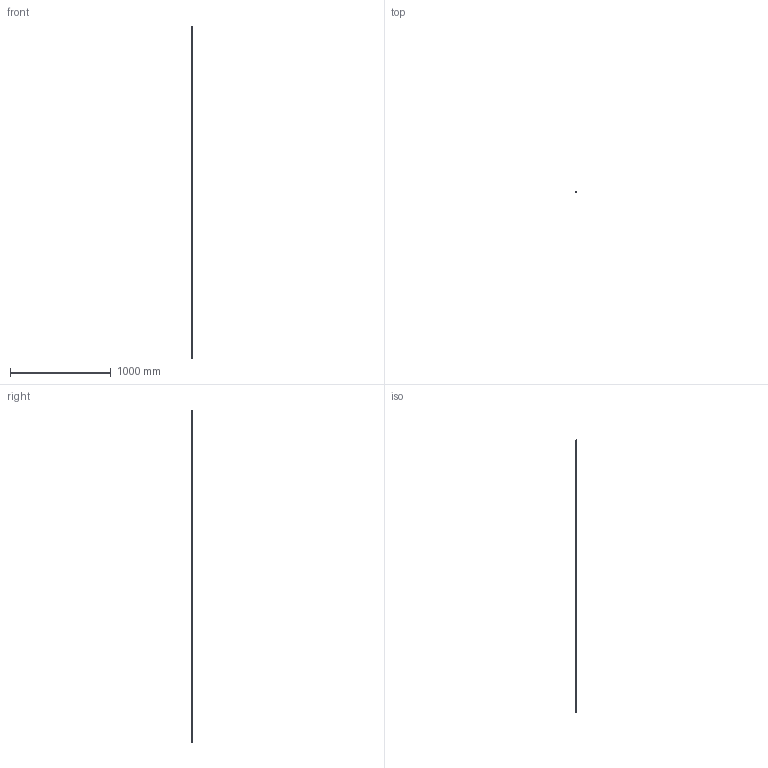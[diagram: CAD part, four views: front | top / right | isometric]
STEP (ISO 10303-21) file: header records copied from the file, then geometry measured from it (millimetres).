
FILE_DESCRIPTION (( 'STEP AP203' ), '1' );
FILE_NAME ('6000-I.step', '2015-09-17T15:43:45', ( '' ), ( '' ), 'SwSTEP 2.0', 'SolidWorks 2015', '' );
FILE_SCHEMA (( 'CONFIG_CONTROL_DESIGN' ));
Length unit declared in the file: millimetre
Products named in the file (1): 6000-I
Bounding box: 13.5 x 13.49 x 3300 mm (x, y, z)
Volume: 453270.3 mm3; surface area: 164909.4 mm2
Topology: 111 solids, 111 shells, 779 faces, 3174 edges, 1312 vertices
Faces by surface type: torus 660, plane 71, bspline 48
Entity records: 25613 total; most frequent: CARTESIAN_POINT 6606, DIRECTION 4330, ORIENTED_EDGE 3716, EDGE_CURVE 1858, AXIS2_PLACEMENT_3D 1836, VERTEX_POINT 1312, CIRCLE 1104, EDGE_LOOP 790
